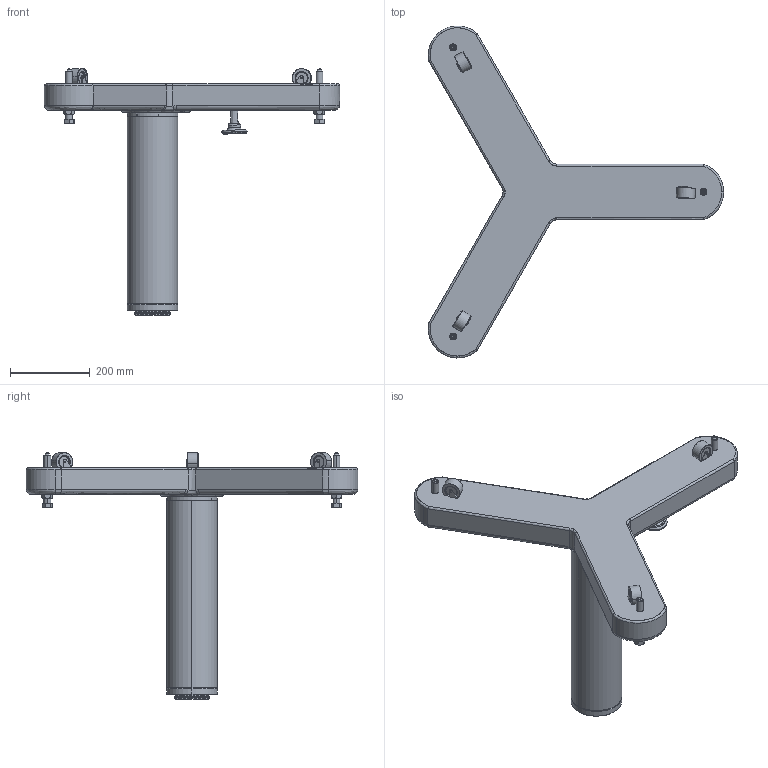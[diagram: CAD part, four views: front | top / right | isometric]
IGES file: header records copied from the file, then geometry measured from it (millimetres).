
Start section: SolidWorks IGES file using analytic representation for surfaces
Global section: file name: 230-F-24.IGS; native system: SolidWorks 2016; preprocessor: SolidWorks 2016; author: igipson; date: 160609.154541; units: inch
Bounding box: 741.74 x 833.52 x 619.38 mm (x, y, z)
Surface area: 787340.1 mm2 (no closed solid volume)
Topology: 0 solids, 0 shells, 770 faces, 10162 edges, 11848 vertices
Faces by surface type: bspline 593, revolution 177
